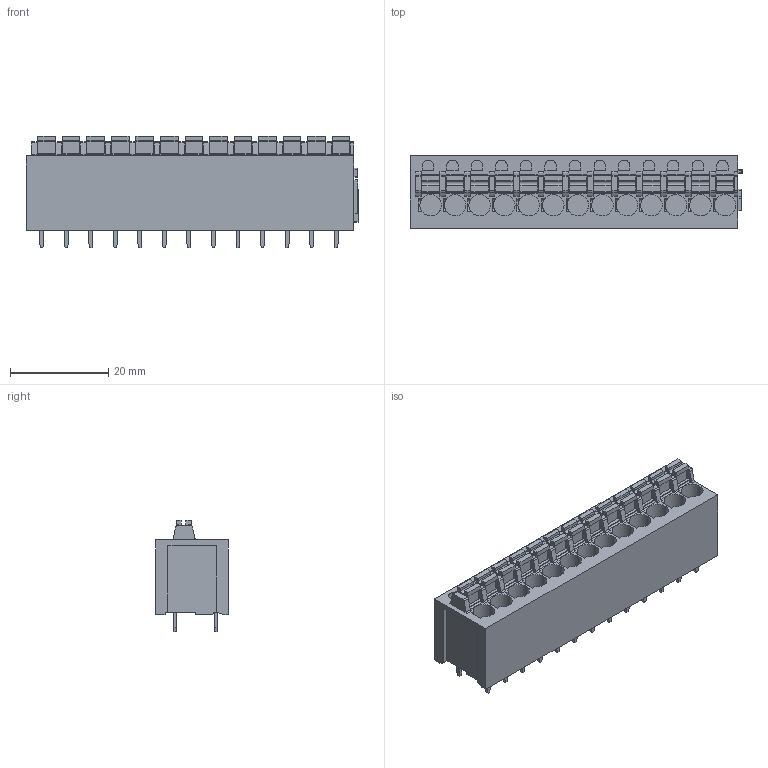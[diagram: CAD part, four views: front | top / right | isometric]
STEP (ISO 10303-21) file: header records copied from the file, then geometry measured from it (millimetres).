
FILE_DESCRIPTION(('CATIA V5 STEP Exchange','CAx-IF Rec.Pracs.--- Model Styling and Organization---1.2---2011-12-15'),'2;1');
FILE_NAME ('D1451068_0_1330300000_1330300000.stp','2018-09-07T10:29:21+00:00',('none'),('Weidmueller'),'CATIA Version 5-6 Release 2014','CATIA V5 STEP AP214','none');
FILE_SCHEMA(('AUTOMOTIVE_DESIGN { 1 0 10303 214 1 1 1 1 }'));
Length unit declared in the file: millimetre
Products named in the file (1): 1330300000
Bounding box: 67.65 x 14.8 x 22.7 mm (x, y, z)
Volume: 13917.1 mm3; surface area: 8307.6 mm2
Topology: 40 solids, 40 shells, 892 faces, 2349 edges, 1566 vertices
Faces by surface type: plane 691, cylinder 201
Entity records: 24540 total; most frequent: ORIENTED_EDGE 4698, CARTESIAN_POINT 4460, DIRECTION 3112, EDGE_CURVE 2349, VECTOR 1908, LINE 1908, VERTEX_POINT 1566, EDGE_LOOP 921
